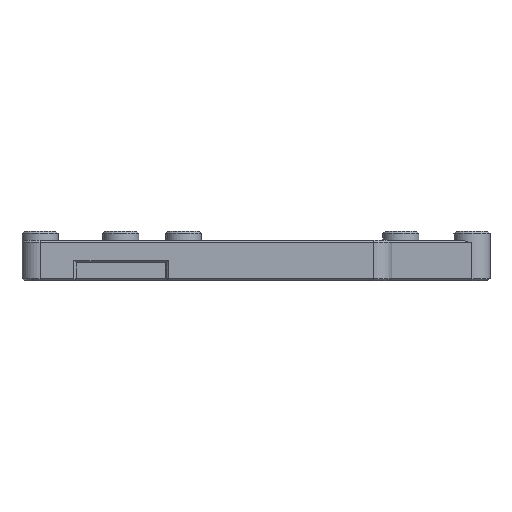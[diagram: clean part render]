
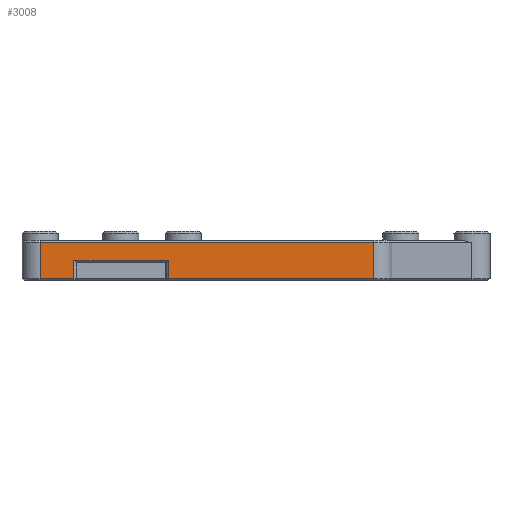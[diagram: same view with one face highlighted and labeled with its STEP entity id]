
A CAD part, left-side view. The second image highlights one B-rep face of the part: STEP entity #3008.
In plain terms, the highlighted planar face has unit normal (-1, 0, 0).
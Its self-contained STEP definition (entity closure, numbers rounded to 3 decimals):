
#346=FACE_OUTER_BOUND('',#547,.T.);
#547=EDGE_LOOP('',(#2366,#2367,#2368,#2369,#2370,#2371,#2372,#2373));
#745=LINE('',#4636,#1041);
#755=LINE('',#4659,#1051);
#784=LINE('',#4728,#1080);
#793=LINE('',#4749,#1089);
#796=LINE('',#4754,#1092);
#853=LINE('',#4893,#1149);
#854=LINE('',#4897,#1150);
#855=LINE('',#4898,#1151);
#1041=VECTOR('',#3665,10.);
#1051=VECTOR('',#3687,10.);
#1080=VECTOR('',#3750,10.);
#1089=VECTOR('',#3773,10.);
#1092=VECTOR('',#3780,10.);
#1149=VECTOR('',#3933,10.);
#1150=VECTOR('',#3938,10.);
#1151=VECTOR('',#3939,10.);
#1345=VERTEX_POINT('',#4630);
#1346=VERTEX_POINT('',#4634);
#1353=VERTEX_POINT('',#4658);
#1365=VERTEX_POINT('',#4701);
#1372=VERTEX_POINT('',#4727);
#1377=VERTEX_POINT('',#4745);
#1411=VERTEX_POINT('',#4892);
#1412=VERTEX_POINT('',#4896);
#1623=EDGE_CURVE('',#1346,#1345,#745,.T.);
#1634=EDGE_CURVE('',#1345,#1353,#755,.T.);
#1667=EDGE_CURVE('',#1372,#1365,#784,.T.);
#1678=EDGE_CURVE('',#1365,#1377,#793,.T.);
#1681=EDGE_CURVE('',#1353,#1372,#796,.T.);
#1753=EDGE_CURVE('',#1377,#1411,#853,.T.);
#1755=EDGE_CURVE('',#1346,#1412,#854,.T.);
#1756=EDGE_CURVE('',#1411,#1412,#855,.T.);
#2366=ORIENTED_EDGE('',*,*,#1678,.F.);
#2367=ORIENTED_EDGE('',*,*,#1667,.F.);
#2368=ORIENTED_EDGE('',*,*,#1681,.F.);
#2369=ORIENTED_EDGE('',*,*,#1634,.F.);
#2370=ORIENTED_EDGE('',*,*,#1623,.F.);
#2371=ORIENTED_EDGE('',*,*,#1755,.T.);
#2372=ORIENTED_EDGE('',*,*,#1756,.F.);
#2373=ORIENTED_EDGE('',*,*,#1753,.F.);
#2866=PLANE('',#3272);
#3008=ADVANCED_FACE('',(#346),#2866,.T.);
#3272=AXIS2_PLACEMENT_3D('',#4895,#3936,#3937);
#3665=DIRECTION('',(0.,1.,0.));
#3687=DIRECTION('',(0.,0.,1.));
#3750=DIRECTION('',(0.,0.,-1.));
#3773=DIRECTION('',(0.,1.,0.));
#3780=DIRECTION('',(0.,1.,0.));
#3933=DIRECTION('',(0.,0.,1.));
#3936=DIRECTION('center_axis',(-1.,0.,0.));
#3937=DIRECTION('ref_axis',(0.,-1.,0.));
#3938=DIRECTION('',(0.,0.,1.));
#3939=DIRECTION('',(0.,-1.,0.));
#4630=CARTESIAN_POINT('',(-4.,45.5,0.5));
#4634=CARTESIAN_POINT('',(-4.,0.,0.5));
#4636=CARTESIAN_POINT('',(-4.,55.5,0.5));
#4658=CARTESIAN_POINT('',(-4.,45.5,4.5));
#4659=CARTESIAN_POINT('',(-4.,45.5,0.));
#4701=CARTESIAN_POINT('',(-4.,66.5,0.5));
#4727=CARTESIAN_POINT('',(-4.,66.5,4.5));
#4728=CARTESIAN_POINT('',(-4.,66.5,0.));
#4745=CARTESIAN_POINT('',(-4.,74.,0.5));
#4749=CARTESIAN_POINT('',(-4.,55.5,0.5));
#4754=CARTESIAN_POINT('',(-4.,65.,4.5));
#4892=CARTESIAN_POINT('',(-4.,74.,8.5));
#4893=CARTESIAN_POINT('',(-4.,74.,0.));
#4895=CARTESIAN_POINT('Origin',(-4.,74.,0.));
#4896=CARTESIAN_POINT('',(-4.,0.,8.5));
#4897=CARTESIAN_POINT('',(-4.,0.,0.));
#4898=CARTESIAN_POINT('',(-4.,55.5,8.5));
